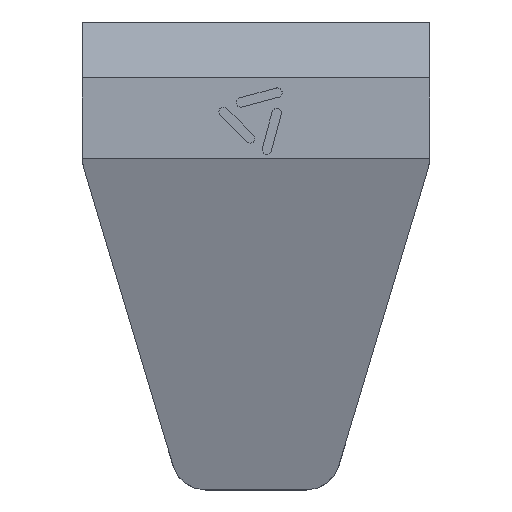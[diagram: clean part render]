
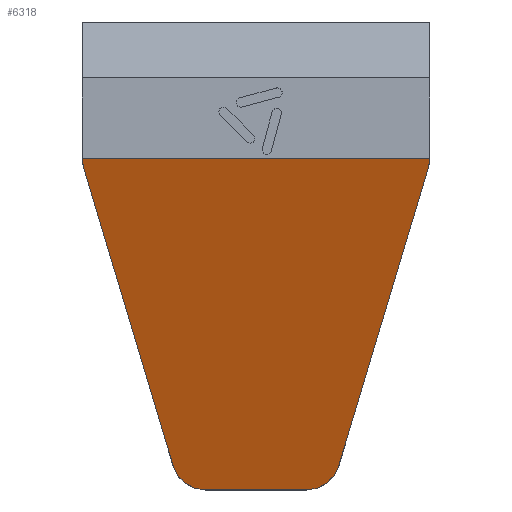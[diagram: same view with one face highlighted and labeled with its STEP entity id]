
A CAD part, top view. The second image highlights one B-rep face of the part: STEP entity #6318.
In plain terms, the highlighted planar face has unit normal (0, -0.335, 0.942).
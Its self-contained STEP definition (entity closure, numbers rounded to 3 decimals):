
#2134=ELLIPSE('',#6450,10.612,10.);
#2135=ELLIPSE('',#6451,10.612,10.);
#2136=ELLIPSE('',#6452,10.612,10.);
#2137=ELLIPSE('',#6453,10.612,10.);
#2388=FACE_OUTER_BOUND('',#2507,.T.);
#2507=EDGE_LOOP('',(#5970,#5971,#5972,#5973,#5974,#5975,#5976,#5977));
#2813=LINE('',#8985,#4015);
#2814=LINE('',#8989,#4016);
#2815=LINE('',#8992,#4017);
#2816=LINE('',#8995,#4018);
#4015=VECTOR('',#7144,1.);
#4016=VECTOR('',#7147,1.);
#4017=VECTOR('',#7150,1.);
#4018=VECTOR('',#7153,1.);
#5109=VERTEX_POINT('',#8916);
#5130=VERTEX_POINT('',#8981);
#5131=VERTEX_POINT('',#8982);
#5132=VERTEX_POINT('',#8984);
#5133=VERTEX_POINT('',#8986);
#5134=VERTEX_POINT('',#8988);
#5135=VERTEX_POINT('',#8991);
#5136=VERTEX_POINT('',#8993);
#5444=EDGE_CURVE('',#5130,#5131,#2134,.T.);
#5445=EDGE_CURVE('',#5132,#5130,#2813,.T.);
#5446=EDGE_CURVE('',#5133,#5132,#2135,.T.);
#5447=EDGE_CURVE('',#5134,#5133,#2814,.T.);
#5448=EDGE_CURVE('',#5109,#5134,#2136,.T.);
#5449=EDGE_CURVE('',#5135,#5109,#2815,.T.);
#5450=EDGE_CURVE('',#5136,#5135,#2137,.T.);
#5451=EDGE_CURVE('',#5131,#5136,#2816,.T.);
#5970=ORIENTED_EDGE('',*,*,#5444,.F.);
#5971=ORIENTED_EDGE('',*,*,#5445,.F.);
#5972=ORIENTED_EDGE('',*,*,#5446,.F.);
#5973=ORIENTED_EDGE('',*,*,#5447,.F.);
#5974=ORIENTED_EDGE('',*,*,#5448,.F.);
#5975=ORIENTED_EDGE('',*,*,#5449,.F.);
#5976=ORIENTED_EDGE('',*,*,#5450,.F.);
#5977=ORIENTED_EDGE('',*,*,#5451,.F.);
#6206=PLANE('',#6449);
#6318=ADVANCED_FACE('',(#2388),#6206,.F.);
#6449=AXIS2_PLACEMENT_3D('',#8980,#7140,#7141);
#6450=AXIS2_PLACEMENT_3D('',#8983,#7142,#7143);
#6451=AXIS2_PLACEMENT_3D('',#8987,#7145,#7146);
#6452=AXIS2_PLACEMENT_3D('',#8990,#7148,#7149);
#6453=AXIS2_PLACEMENT_3D('',#8994,#7151,#7152);
#7140=DIRECTION('center_axis',(0.,0.335,-0.942));
#7141=DIRECTION('ref_axis',(0.,-0.942,-0.335));
#7142=DIRECTION('center_axis',(0.,0.335,-0.942));
#7143=DIRECTION('ref_axis',(0.,-0.942,-0.335));
#7144=DIRECTION('',(-1.,0.,0.));
#7145=DIRECTION('center_axis',(0.,0.335,-0.942));
#7146=DIRECTION('ref_axis',(0.,-0.942,-0.335));
#7147=DIRECTION('',(-0.272,-0.907,-0.322));
#7148=DIRECTION('center_axis',(0.,0.335,-0.942));
#7149=DIRECTION('ref_axis',(0.,-0.942,-0.335));
#7150=DIRECTION('',(1.,0.,0.));
#7151=DIRECTION('center_axis',(0.,0.335,-0.942));
#7152=DIRECTION('ref_axis',(0.,-0.942,-0.335));
#7153=DIRECTION('',(-0.272,0.907,0.322));
#8916=CARTESIAN_POINT('',(295.374,220.153,50.));
#8980=CARTESIAN_POINT('Origin',(295.374,220.153,50.));
#8981=CARTESIAN_POINT('',(228.657,121.598,15.));
#8982=CARTESIAN_POINT('',(219.078,128.726,17.531));
#8983=CARTESIAN_POINT('Origin',(228.657,131.598,18.551));
#8984=CARTESIAN_POINT('',(258.778,121.598,15.));
#8985=CARTESIAN_POINT('',(262.015,121.598,15.));
#8986=CARTESIAN_POINT('',(268.355,128.722,17.53));
#8987=CARTESIAN_POINT('Origin',(258.778,131.598,18.551));
#8988=CARTESIAN_POINT('',(294.951,217.277,48.978));
#8989=CARTESIAN_POINT('',(281.3,171.824,32.837));
#8990=CARTESIAN_POINT('Origin',(285.374,220.153,50.));
#8991=CARTESIAN_POINT('',(192.099,220.153,50.));
#8992=CARTESIAN_POINT('',(269.552,220.153,50.));
#8993=CARTESIAN_POINT('',(192.521,217.283,48.981));
#8994=CARTESIAN_POINT('Origin',(202.099,220.155,50.001));
#8995=CARTESIAN_POINT('',(198.07,198.778,42.409));
